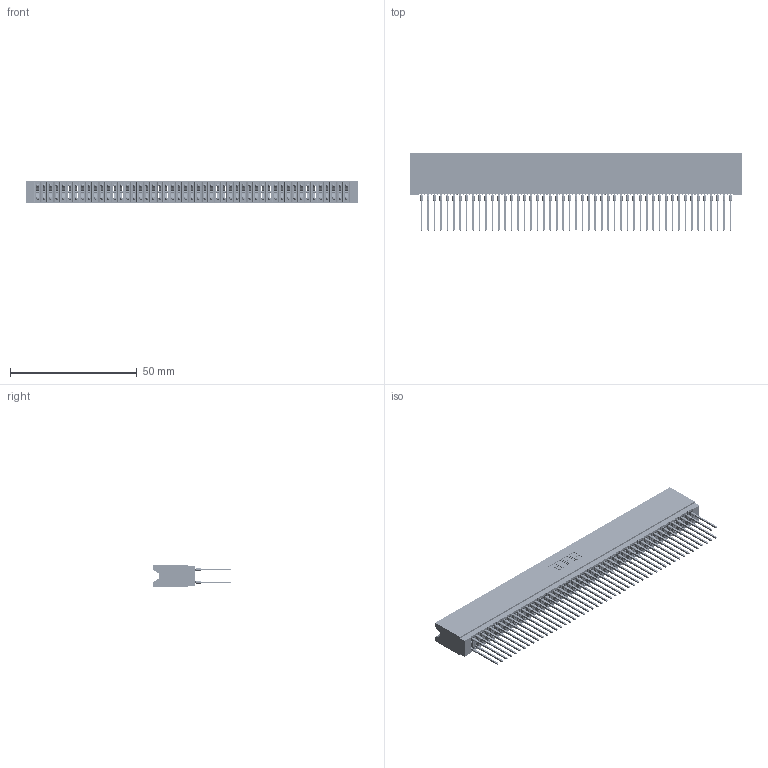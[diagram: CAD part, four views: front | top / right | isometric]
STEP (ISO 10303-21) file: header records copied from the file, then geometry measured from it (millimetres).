
FILE_DESCRIPTION (( 'STEP AP203' ), '1' );
FILE_NAME ('745-098-545-206.STEP', '2026-02-26T23:14:07', ( '' ), ( '' ), 'SwSTEP 2.0', 'SolidWorks 2023', '' );
FILE_SCHEMA (( 'CONFIG_CONTROL_DESIGN' ));
Length unit declared in the file: millimetre
Products named in the file (3): 745 Part_Insulator Option - 06; 745-098-545-206; 745-292-001_545
Assembly tree (99 placements, depth 2):
  745-098-545-206
    745 Part_Insulator Option - 06
    745-292-001_545  x98
Bounding box: 131.06 x 30.62 x 8.89 mm (x, y, z)
Volume: 12082.8 mm3; surface area: 26246.9 mm2
Topology: 99 solids, 99 shells, 8867 faces, 23829 edges, 14970 vertices
Faces by surface type: plane 4564, bspline 1960, cylinder 1755, torus 588
Entity records: 81557 total; most frequent: CARTESIAN_POINT 14646, ORIENTED_EDGE 14096, DIRECTION 12308, EDGE_CURVE 7048, LINE 6572, VECTOR 6572, VERTEX_POINT 4494, AXIS2_PLACEMENT_3D 2868
